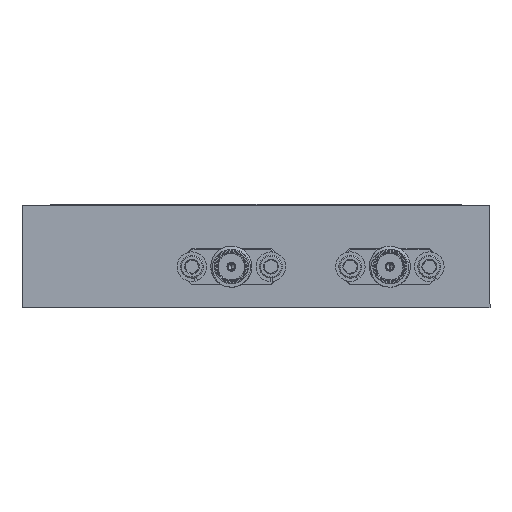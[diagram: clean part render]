
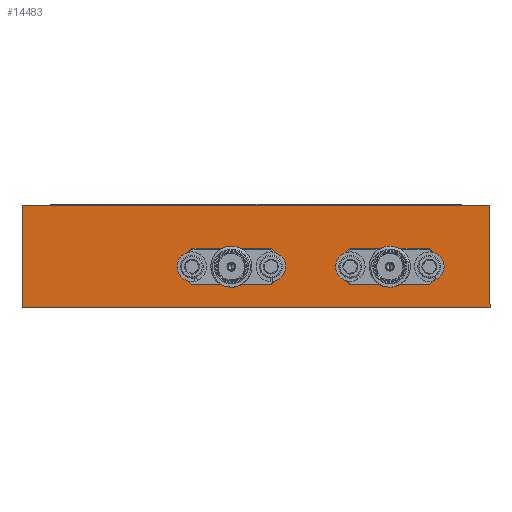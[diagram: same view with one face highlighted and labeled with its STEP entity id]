
A CAD part, left-side view. The second image highlights one B-rep face of the part: STEP entity #14483.
In plain terms, the highlighted planar face has unit normal (-1, 0, 0).
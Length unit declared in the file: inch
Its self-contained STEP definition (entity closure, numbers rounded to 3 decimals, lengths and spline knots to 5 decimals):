
#1182 = DIRECTION ( 'NONE',  ( 0., -1., 0. ) ) ;
#1447 = CARTESIAN_POINT ( 'NONE',  ( 0., 2.85, 0.625 ) ) ;
#1821 = DIRECTION ( 'NONE',  ( 0., 0., -1. ) ) ;
#2998 = VERTEX_POINT ( 'NONE', #18723 ) ;
#3472 = DIRECTION ( 'NONE',  ( 1., 0., 0. ) ) ;
#3597 = FACE_OUTER_BOUND ( 'NONE', #5237, .T. ) ;
#3675 = EDGE_CURVE ( 'NONE', #2998, #19001, #11675, .T. ) ;
#4566 = CARTESIAN_POINT ( 'NONE',  ( 0., 0., 0. ) ) ;
#4591 = VECTOR ( 'NONE', #1821, 39.37008 ) ;
#5237 = EDGE_LOOP ( 'NONE', ( #19631, #23730, #14695, #22177 ) ) ;
#5830 = AXIS2_PLACEMENT_3D ( 'NONE', #13317, #3472, #25597 ) ;
#6899 = LINE ( 'NONE', #1447, #10460 ) ;
#7367 = PLANE ( 'NONE',  #5830 ) ;
#8495 = EDGE_CURVE ( 'NONE', #11709, #19001, #11049, .T. ) ;
#8676 = CARTESIAN_POINT ( 'NONE',  ( 0., 2.85, 0.625 ) ) ;
#9406 = CARTESIAN_POINT ( 'NONE',  ( 0., 0., 0.625 ) ) ;
#10460 = VECTOR ( 'NONE', #19539, 39.37008 ) ;
#11049 = LINE ( 'NONE', #4566, #21457 ) ;
#11675 = LINE ( 'NONE', #19687, #4591 ) ;
#11709 = VERTEX_POINT ( 'NONE', #16708 ) ;
#13267 = LINE ( 'NONE', #9406, #15142 ) ;
#13317 = CARTESIAN_POINT ( 'NONE',  ( 0., 0., 0.625 ) ) ;
#13899 = CARTESIAN_POINT ( 'NONE',  ( 0., 0., 0. ) ) ;
#14483 = ADVANCED_FACE ( 'NONE', ( #3597 ), #7367, .F. ) ;
#14695 = ORIENTED_EDGE ( 'NONE', *, *, #23295, .F. ) ;
#15142 = VECTOR ( 'NONE', #17963, 39.37008 ) ;
#16708 = CARTESIAN_POINT ( 'NONE',  ( 0., 2.85, 0. ) ) ;
#17189 = VERTEX_POINT ( 'NONE', #8676 ) ;
#17855 = EDGE_CURVE ( 'NONE', #17189, #11709, #6899, .T. ) ;
#17963 = DIRECTION ( 'NONE',  ( 0., -1., 0. ) ) ;
#18723 = CARTESIAN_POINT ( 'NONE',  ( 0., 0., 0.625 ) ) ;
#19001 = VERTEX_POINT ( 'NONE', #13899 ) ;
#19539 = DIRECTION ( 'NONE',  ( 0., 0., -1. ) ) ;
#19631 = ORIENTED_EDGE ( 'NONE', *, *, #8495, .T. ) ;
#19687 = CARTESIAN_POINT ( 'NONE',  ( 0., 0., 0.625 ) ) ;
#21457 = VECTOR ( 'NONE', #1182, 39.37008 ) ;
#22177 = ORIENTED_EDGE ( 'NONE', *, *, #17855, .T. ) ;
#23295 = EDGE_CURVE ( 'NONE', #17189, #2998, #13267, .T. ) ;
#23730 = ORIENTED_EDGE ( 'NONE', *, *, #3675, .F. ) ;
#25597 = DIRECTION ( 'NONE',  ( 0., 1., 0. ) ) ;
